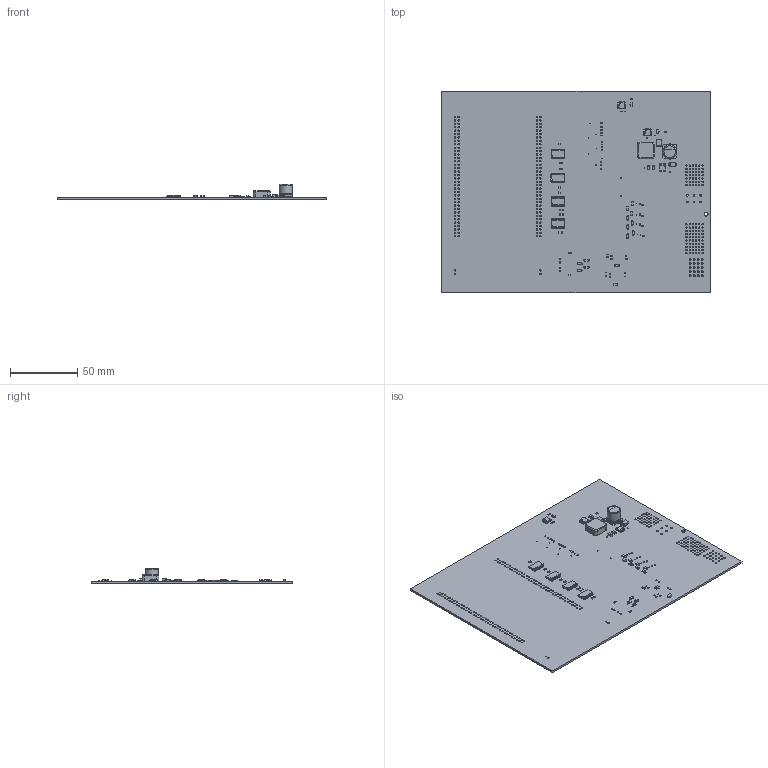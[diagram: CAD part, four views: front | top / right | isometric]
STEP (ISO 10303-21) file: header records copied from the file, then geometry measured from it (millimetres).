
FILE_DESCRIPTION(('KiCad electronic assembly'),'2;1');
FILE_NAME('CabShield.step','2024-07-19T15:24:14',('Pcbnew'),('Kicad'), 'Open CASCADE STEP processor 7.7','KiCad to STEP converter','Unknown' );
FILE_SCHEMA(('AUTOMOTIVE_DESIGN { 1 0 10303 214 1 1 1 1 }'));
Length unit declared in the file: millimetre
Products named in the file (28): CabShield 1; R_0402_1005Metric; C_0201_0603Metric; SOIC-16W_5.3x10.2mm_P1.27mm; SOIC_16W_53x102mm_P127mm; D_SMB; R_0603_1608Metric; SOIC-8_3.9x4.9mm_P1.27mm; SOIC_8_39x49mm_P127mm; C_0402_1005Metric; SOT-23; SOT_23; Nexperia_CFP3_SOD-123W; CQ assembly; D_SOD-123; D_SOD_123; C_1206_3216Metric; CP_Elec_10x10; L_Sunlord_SWRB1204S; CabShield_PCB
Assembly tree (120 placements, depth 3):
  CabShield 1
    R_0402_1005Metric  x57
      R_0402_1005Metric
    C_0201_0603Metric  x13
      C_0201_0603Metric
    SOIC-16W_5.3x10.2mm_P1.27mm  x4
      SOIC_16W_53x102mm_P127mm
    D_SMB  x2
      D_SMB
    R_0603_1608Metric  x2
      R_0603_1608Metric
    SOIC-8_3.9x4.9mm_P1.27mm  x3
      SOIC_8_39x49mm_P127mm
    C_0402_1005Metric  x5
      C_0402_1005Metric
    SOT-23  x2
      SOT_23
    Nexperia_CFP3_SOD-123W  x8
      CQ assembly
    D_SOD-123  x4
      D_SOD_123
    C_1206_3216Metric  x4
      C_1206_3216Metric
    CP_Elec_10x10
      CP_Elec_10x10
    L_Sunlord_SWRB1204S
      CQ assembly
    CabShield_PCB
Bounding box: 200 x 150 x 11.65 mm (x, y, z)
Volume: 49767.6 mm3; surface area: 64872.8 mm2
Topology: 133 solids, 133 shells, 4890 faces, 12583 edges, 8017 vertices
Faces by surface type: plane 2911, cylinder 1454, bspline 516, torus 8, revolution 1
Full cylindrical faces by diameter (mm): 0.4 x4, 0.6 x3, 0.9 x102, 1 x148, 1.2 x20, 1.4 x6, 2.9 x1, 10 x2
Entity records: 43357 total; most frequent: CARTESIAN_POINT 7050, ORIENTED_EDGE 6080, DIRECTION 6073, EDGE_CURVE 3040, AXIS2_PLACEMENT_3D 2076, VERTEX_POINT 1937, LINE 1920, VECTOR 1920
